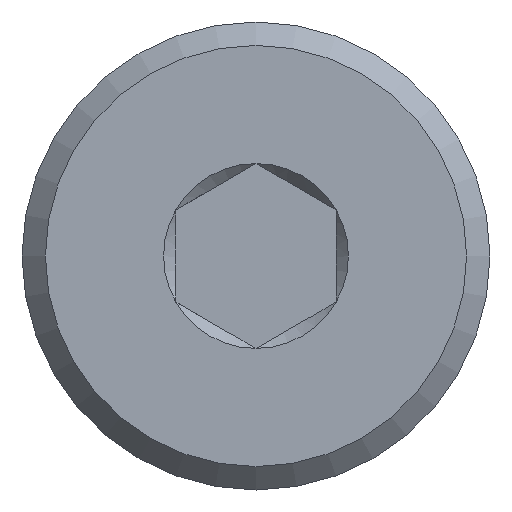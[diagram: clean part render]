
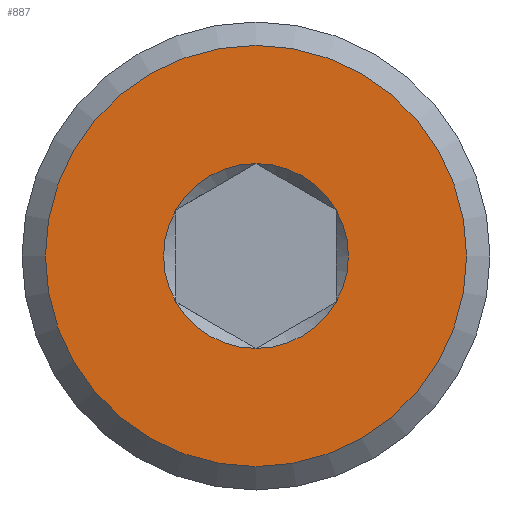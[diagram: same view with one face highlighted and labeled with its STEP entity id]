
A CAD part, front view. The second image highlights one B-rep face of the part: STEP entity #887.
In plain terms, the highlighted face is planar.
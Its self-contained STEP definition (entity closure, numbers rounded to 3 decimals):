
#19=FACE_BOUND('',#141,.T.);
#22=PLANE('',#964);
#87=FACE_OUTER_BOUND('',#140,.T.);
#140=EDGE_LOOP('',(#764));
#141=EDGE_LOOP('',(#765,#766,#767,#768,#769,#770));
#162=CIRCLE('',#953,1.71);
#163=CIRCLE('',#955,0.751);
#167=CIRCLE('',#965,0.751);
#168=CIRCLE('',#966,0.751);
#169=CIRCLE('',#967,0.751);
#170=CIRCLE('',#968,0.751);
#171=CIRCLE('',#969,0.751);
#395=VERTEX_POINT('',#3314);
#396=VERTEX_POINT('',#3318);
#397=VERTEX_POINT('',#3319);
#404=VERTEX_POINT('',#4371);
#405=VERTEX_POINT('',#4373);
#406=VERTEX_POINT('',#4375);
#407=VERTEX_POINT('',#4377);
#509=EDGE_CURVE('',#395,#395,#162,.T.);
#511=EDGE_CURVE('',#396,#397,#163,.T.);
#526=EDGE_CURVE('',#397,#404,#167,.T.);
#527=EDGE_CURVE('',#405,#396,#168,.T.);
#528=EDGE_CURVE('',#406,#405,#169,.T.);
#529=EDGE_CURVE('',#407,#406,#170,.T.);
#530=EDGE_CURVE('',#404,#407,#171,.T.);
#764=ORIENTED_EDGE('',*,*,#509,.T.);
#765=ORIENTED_EDGE('',*,*,#526,.F.);
#766=ORIENTED_EDGE('',*,*,#511,.F.);
#767=ORIENTED_EDGE('',*,*,#527,.F.);
#768=ORIENTED_EDGE('',*,*,#528,.F.);
#769=ORIENTED_EDGE('',*,*,#529,.F.);
#770=ORIENTED_EDGE('',*,*,#530,.F.);
#887=ADVANCED_FACE('',(#87,#19),#22,.T.);
#953=AXIS2_PLACEMENT_3D('',#3316,#1093,#1094);
#955=AXIS2_PLACEMENT_3D('',#3323,#1097,#1098);
#964=AXIS2_PLACEMENT_3D('',#4370,#1117,#1118);
#965=AXIS2_PLACEMENT_3D('',#4372,#1119,#1120);
#966=AXIS2_PLACEMENT_3D('',#4374,#1121,#1122);
#967=AXIS2_PLACEMENT_3D('',#4376,#1123,#1124);
#968=AXIS2_PLACEMENT_3D('',#4378,#1125,#1126);
#969=AXIS2_PLACEMENT_3D('',#4379,#1127,#1128);
#1093=DIRECTION('center_axis',(0.,0.,-1.));
#1094=DIRECTION('ref_axis',(-1.,0.,0.));
#1097=DIRECTION('center_axis',(0.,0.,-1.));
#1098=DIRECTION('ref_axis',(-1.,0.,0.));
#1117=DIRECTION('center_axis',(0.,0.,-1.));
#1118=DIRECTION('ref_axis',(-1.,0.,0.));
#1119=DIRECTION('center_axis',(0.,0.,-1.));
#1120=DIRECTION('ref_axis',(-1.,0.,0.));
#1121=DIRECTION('center_axis',(0.,0.,-1.));
#1122=DIRECTION('ref_axis',(-1.,0.,0.));
#1123=DIRECTION('center_axis',(0.,0.,-1.));
#1124=DIRECTION('ref_axis',(-1.,0.,0.));
#1125=DIRECTION('center_axis',(0.,0.,-1.));
#1126=DIRECTION('ref_axis',(-1.,0.,0.));
#1127=DIRECTION('center_axis',(0.,0.,-1.));
#1128=DIRECTION('ref_axis',(-1.,0.,0.));
#3314=CARTESIAN_POINT('',(-1.71,0.,-7.35));
#3316=CARTESIAN_POINT('Origin',(0.,0.,-7.35));
#3318=CARTESIAN_POINT('',(-0.65,-0.375,-7.35));
#3319=CARTESIAN_POINT('',(-0.65,0.375,-7.35));
#3323=CARTESIAN_POINT('Origin',(0.,0.,-7.35));
#4370=CARTESIAN_POINT('Origin',(0.,0.,-7.35));
#4371=CARTESIAN_POINT('',(0.,0.751,-7.35));
#4372=CARTESIAN_POINT('Origin',(0.,0.,-7.35));
#4373=CARTESIAN_POINT('',(0.,-0.751,-7.35));
#4374=CARTESIAN_POINT('Origin',(0.,0.,-7.35));
#4375=CARTESIAN_POINT('',(0.65,-0.375,-7.35));
#4376=CARTESIAN_POINT('Origin',(0.,0.,-7.35));
#4377=CARTESIAN_POINT('',(0.65,0.375,-7.35));
#4378=CARTESIAN_POINT('Origin',(0.,0.,-7.35));
#4379=CARTESIAN_POINT('Origin',(0.,0.,-7.35));
